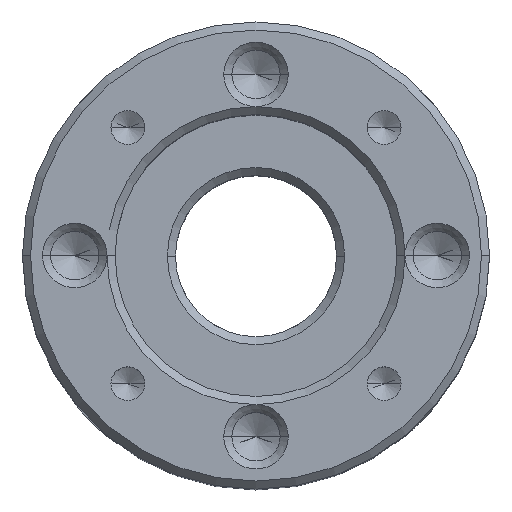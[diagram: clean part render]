
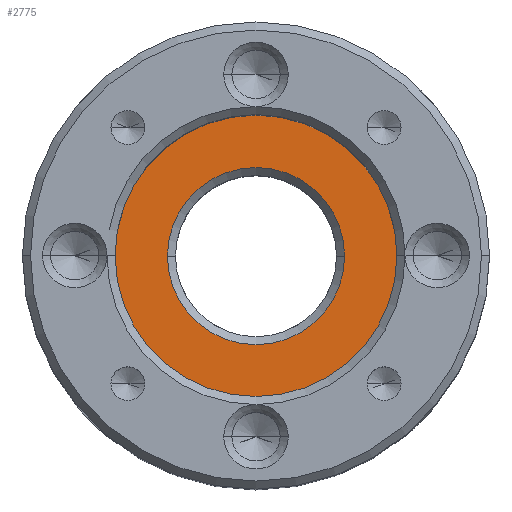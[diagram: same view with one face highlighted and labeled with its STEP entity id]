
A CAD part, top view. The second image highlights one B-rep face of the part: STEP entity #2775.
In plain terms, the highlighted planar face has unit normal (0, 0, 1).
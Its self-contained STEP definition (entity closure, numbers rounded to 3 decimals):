
#166 = DIRECTION ( 'NONE',  ( -1., 0., 0. ) ) ;
#311 = CARTESIAN_POINT ( 'NONE',  ( 17.5, 0., -40. ) ) ;
#317 = ORIENTED_EDGE ( 'NONE', *, *, #2789, .T. ) ;
#633 = CARTESIAN_POINT ( 'NONE',  ( 0., 0., -40. ) ) ;
#703 = AXIS2_PLACEMENT_3D ( 'NONE', #3162, #1155, #883 ) ;
#770 = ORIENTED_EDGE ( 'NONE', *, *, #1932, .T. ) ;
#819 = VERTEX_POINT ( 'NONE', #311 ) ;
#828 = CARTESIAN_POINT ( 'NONE',  ( 0., 0., -40. ) ) ;
#883 = DIRECTION ( 'NONE',  ( 1., 0., 0. ) ) ;
#899 = EDGE_CURVE ( 'NONE', #1718, #1632, #953, .T. ) ;
#914 = CARTESIAN_POINT ( 'NONE',  ( -17.5, 0., -40. ) ) ;
#915 = CIRCLE ( 'NONE', #3217, 17.5 ) ;
#953 = CIRCLE ( 'NONE', #1604, 11. ) ;
#1012 = CARTESIAN_POINT ( 'NONE',  ( -11., 0., -40. ) ) ;
#1155 = DIRECTION ( 'NONE',  ( 0., 0., 1. ) ) ;
#1476 = CARTESIAN_POINT ( 'NONE',  ( 0., 0., -40. ) ) ;
#1493 = CIRCLE ( 'NONE', #2601, 11. ) ;
#1569 = CIRCLE ( 'NONE', #703, 17.5 ) ;
#1604 = AXIS2_PLACEMENT_3D ( 'NONE', #1476, #2242, #1973 ) ;
#1632 = VERTEX_POINT ( 'NONE', #2319 ) ;
#1672 = AXIS2_PLACEMENT_3D ( 'NONE', #633, #2678, #166 ) ;
#1702 = FACE_OUTER_BOUND ( 'NONE', #1811, .T. ) ;
#1718 = VERTEX_POINT ( 'NONE', #1012 ) ;
#1811 = EDGE_LOOP ( 'NONE', ( #3056, #317 ) ) ;
#1837 = DIRECTION ( 'NONE',  ( 0., 0., -1. ) ) ;
#1900 = CARTESIAN_POINT ( 'NONE',  ( 0., 0., -40. ) ) ;
#1923 = FACE_BOUND ( 'NONE', #2301, .T. ) ;
#1932 = EDGE_CURVE ( 'NONE', #1632, #1718, #1493, .T. ) ;
#1968 = ORIENTED_EDGE ( 'NONE', *, *, #899, .T. ) ;
#1973 = DIRECTION ( 'NONE',  ( -1., 0., 0. ) ) ;
#2242 = DIRECTION ( 'NONE',  ( 0., 0., -1. ) ) ;
#2301 = EDGE_LOOP ( 'NONE', ( #770, #1968 ) ) ;
#2319 = CARTESIAN_POINT ( 'NONE',  ( 11., 0., -40. ) ) ;
#2599 = DIRECTION ( 'NONE',  ( -1., 0., 0. ) ) ;
#2601 = AXIS2_PLACEMENT_3D ( 'NONE', #828, #1837, #2599 ) ;
#2674 = DIRECTION ( 'NONE',  ( 1., 0., 0. ) ) ;
#2678 = DIRECTION ( 'NONE',  ( 0., 0., -1. ) ) ;
#2775 = ADVANCED_FACE ( 'NONE', ( #1923, #1702 ), #2955, .F. ) ;
#2789 = EDGE_CURVE ( 'NONE', #2854, #819, #1569, .T. ) ;
#2854 = VERTEX_POINT ( 'NONE', #914 ) ;
#2915 = DIRECTION ( 'NONE',  ( 0., 0., 1. ) ) ;
#2955 = PLANE ( 'NONE',  #1672 ) ;
#3056 = ORIENTED_EDGE ( 'NONE', *, *, #3209, .T. ) ;
#3162 = CARTESIAN_POINT ( 'NONE',  ( 0., 0., -40. ) ) ;
#3209 = EDGE_CURVE ( 'NONE', #819, #2854, #915, .T. ) ;
#3217 = AXIS2_PLACEMENT_3D ( 'NONE', #1900, #2915, #2674 ) ;
